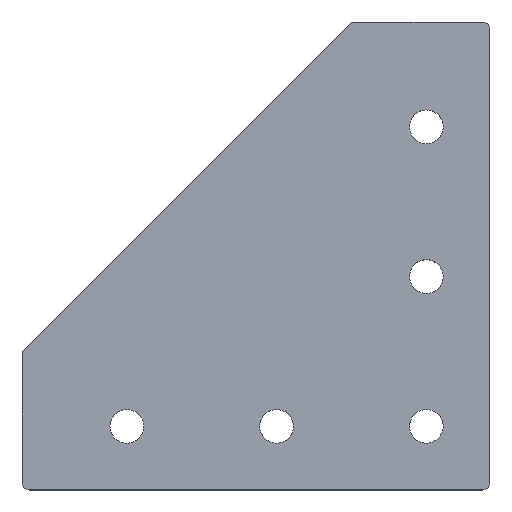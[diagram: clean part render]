
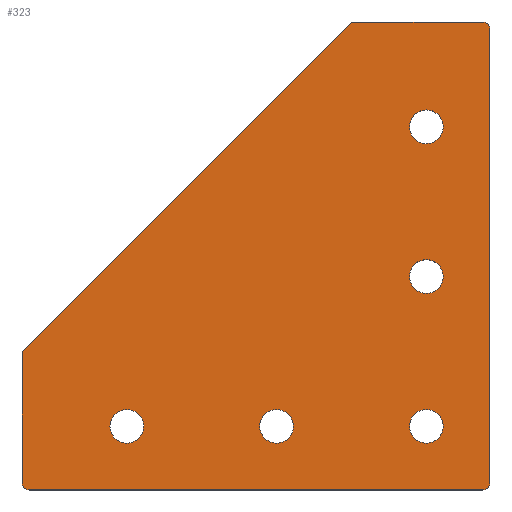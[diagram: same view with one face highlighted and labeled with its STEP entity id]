
A CAD part, top view. The second image highlights one B-rep face of the part: STEP entity #323.
In plain terms, the highlighted planar face has unit normal (0, 0, 1).
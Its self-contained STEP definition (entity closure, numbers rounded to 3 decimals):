
#15=FACE_BOUND('',#52,.T.);
#16=FACE_BOUND('',#53,.T.);
#17=FACE_BOUND('',#54,.T.);
#18=FACE_BOUND('',#55,.T.);
#19=FACE_BOUND('',#56,.T.);
#26=PLANE('',#362);
#34=FACE_OUTER_BOUND('',#51,.T.);
#51=EDGE_LOOP('',(#229,#230,#231,#232,#233,#234,#235,#236,#237,#238));
#52=EDGE_LOOP('',(#239));
#53=EDGE_LOOP('',(#240));
#54=EDGE_LOOP('',(#241));
#55=EDGE_LOOP('',(#242));
#56=EDGE_LOOP('',(#243));
#78=LINE('',#508,#103);
#81=LINE('',#514,#106);
#82=LINE('',#518,#107);
#83=LINE('',#522,#108);
#84=LINE('',#526,#109);
#103=VECTOR('',#407,10.);
#106=VECTOR('',#412,10.);
#107=VECTOR('',#415,10.);
#108=VECTOR('',#418,10.);
#109=VECTOR('',#421,10.);
#126=CIRCLE('',#359,2.);
#128=CIRCLE('',#363,2.);
#129=CIRCLE('',#364,2.);
#130=CIRCLE('',#365,2.);
#131=CIRCLE('',#366,2.);
#132=CIRCLE('',#367,4.5);
#133=CIRCLE('',#368,4.5);
#134=CIRCLE('',#369,4.5);
#135=CIRCLE('',#370,4.5);
#136=CIRCLE('',#371,4.5);
#146=VERTEX_POINT('',#498);
#147=VERTEX_POINT('',#499);
#150=VERTEX_POINT('',#507);
#152=VERTEX_POINT('',#513);
#153=VERTEX_POINT('',#515);
#154=VERTEX_POINT('',#517);
#155=VERTEX_POINT('',#519);
#156=VERTEX_POINT('',#521);
#157=VERTEX_POINT('',#523);
#158=VERTEX_POINT('',#525);
#159=VERTEX_POINT('',#528);
#160=VERTEX_POINT('',#530);
#161=VERTEX_POINT('',#532);
#162=VERTEX_POINT('',#534);
#163=VERTEX_POINT('',#536);
#176=EDGE_CURVE('',#146,#147,#126,.T.);
#180=EDGE_CURVE('',#147,#150,#78,.T.);
#183=EDGE_CURVE('',#152,#146,#81,.T.);
#184=EDGE_CURVE('',#153,#152,#128,.T.);
#185=EDGE_CURVE('',#154,#153,#82,.T.);
#186=EDGE_CURVE('',#155,#154,#129,.T.);
#187=EDGE_CURVE('',#156,#155,#83,.T.);
#188=EDGE_CURVE('',#157,#156,#130,.T.);
#189=EDGE_CURVE('',#158,#157,#84,.T.);
#190=EDGE_CURVE('',#150,#158,#131,.T.);
#191=EDGE_CURVE('',#159,#159,#132,.T.);
#192=EDGE_CURVE('',#160,#160,#133,.T.);
#193=EDGE_CURVE('',#161,#161,#134,.T.);
#194=EDGE_CURVE('',#162,#162,#135,.T.);
#195=EDGE_CURVE('',#163,#163,#136,.T.);
#229=ORIENTED_EDGE('',*,*,#176,.F.);
#230=ORIENTED_EDGE('',*,*,#183,.F.);
#231=ORIENTED_EDGE('',*,*,#184,.F.);
#232=ORIENTED_EDGE('',*,*,#185,.F.);
#233=ORIENTED_EDGE('',*,*,#186,.F.);
#234=ORIENTED_EDGE('',*,*,#187,.F.);
#235=ORIENTED_EDGE('',*,*,#188,.F.);
#236=ORIENTED_EDGE('',*,*,#189,.F.);
#237=ORIENTED_EDGE('',*,*,#190,.F.);
#238=ORIENTED_EDGE('',*,*,#180,.F.);
#239=ORIENTED_EDGE('',*,*,#191,.T.);
#240=ORIENTED_EDGE('',*,*,#192,.T.);
#241=ORIENTED_EDGE('',*,*,#193,.T.);
#242=ORIENTED_EDGE('',*,*,#194,.T.);
#243=ORIENTED_EDGE('',*,*,#195,.T.);
#323=ADVANCED_FACE('',(#34,#15,#16,#17,#18,#19),#26,.T.);
#359=AXIS2_PLACEMENT_3D('',#500,#399,#400);
#362=AXIS2_PLACEMENT_3D('',#512,#410,#411);
#363=AXIS2_PLACEMENT_3D('',#516,#413,#414);
#364=AXIS2_PLACEMENT_3D('',#520,#416,#417);
#365=AXIS2_PLACEMENT_3D('',#524,#419,#420);
#366=AXIS2_PLACEMENT_3D('',#527,#422,#423);
#367=AXIS2_PLACEMENT_3D('',#529,#424,#425);
#368=AXIS2_PLACEMENT_3D('',#531,#426,#427);
#369=AXIS2_PLACEMENT_3D('',#533,#428,#429);
#370=AXIS2_PLACEMENT_3D('',#535,#430,#431);
#371=AXIS2_PLACEMENT_3D('',#537,#432,#433);
#399=DIRECTION('center_axis',(0.,0.,-1.));
#400=DIRECTION('ref_axis',(-0.383,0.924,0.));
#407=DIRECTION('',(1.,0.,0.));
#410=DIRECTION('center_axis',(0.,0.,1.));
#411=DIRECTION('ref_axis',(1.,0.,0.));
#412=DIRECTION('',(0.707,0.707,0.));
#413=DIRECTION('center_axis',(0.,0.,-1.));
#414=DIRECTION('ref_axis',(-0.924,0.383,0.));
#415=DIRECTION('',(0.,1.,0.));
#416=DIRECTION('center_axis',(0.,0.,-1.));
#417=DIRECTION('ref_axis',(-0.707,-0.707,0.));
#418=DIRECTION('',(-1.,0.,0.));
#419=DIRECTION('center_axis',(0.,0.,-1.));
#420=DIRECTION('ref_axis',(0.707,-0.707,0.));
#421=DIRECTION('',(0.,-1.,0.));
#422=DIRECTION('center_axis',(0.,0.,-1.));
#423=DIRECTION('ref_axis',(0.707,0.707,0.));
#424=DIRECTION('center_axis',(0.,0.,-1.));
#425=DIRECTION('ref_axis',(-1.,0.,0.));
#426=DIRECTION('center_axis',(0.,0.,-1.));
#427=DIRECTION('ref_axis',(-1.,0.,0.));
#428=DIRECTION('center_axis',(0.,0.,-1.));
#429=DIRECTION('ref_axis',(-1.,0.,0.));
#430=DIRECTION('center_axis',(0.,0.,-1.));
#431=DIRECTION('ref_axis',(-1.,0.,0.));
#432=DIRECTION('center_axis',(0.,0.,-1.));
#433=DIRECTION('ref_axis',(-1.,0.,0.));
#498=CARTESIAN_POINT('',(-37.586,124.414,3.));
#499=CARTESIAN_POINT('',(-36.172,125.,3.));
#500=CARTESIAN_POINT('Origin',(-36.172,123.,3.));
#507=CARTESIAN_POINT('',(-2.,125.,3.));
#508=CARTESIAN_POINT('',(0.,125.,3.));
#512=CARTESIAN_POINT('Origin',(-51.739,51.739,3.));
#513=CARTESIAN_POINT('',(-124.414,37.586,3.));
#514=CARTESIAN_POINT('',(-37.,125.,3.));
#515=CARTESIAN_POINT('',(-125.,36.172,3.));
#516=CARTESIAN_POINT('Origin',(-123.,36.172,3.));
#517=CARTESIAN_POINT('',(-125.,2.,3.));
#518=CARTESIAN_POINT('',(-125.,37.,3.));
#519=CARTESIAN_POINT('',(-123.,0.,3.));
#520=CARTESIAN_POINT('Origin',(-123.,2.,3.));
#521=CARTESIAN_POINT('',(-2.,0.,3.));
#522=CARTESIAN_POINT('',(-125.,0.,3.));
#523=CARTESIAN_POINT('',(0.,2.,3.));
#524=CARTESIAN_POINT('Origin',(-2.,2.,3.));
#525=CARTESIAN_POINT('',(0.,123.,3.));
#526=CARTESIAN_POINT('',(0.,0.,3.));
#527=CARTESIAN_POINT('Origin',(-2.,123.,3.));
#528=CARTESIAN_POINT('',(-92.5,17.,3.));
#529=CARTESIAN_POINT('Origin',(-97.,17.,3.));
#530=CARTESIAN_POINT('',(-52.5,17.,3.));
#531=CARTESIAN_POINT('Origin',(-57.,17.,3.));
#532=CARTESIAN_POINT('',(-12.5,17.,3.));
#533=CARTESIAN_POINT('Origin',(-17.,17.,3.));
#534=CARTESIAN_POINT('',(-12.5,97.,3.));
#535=CARTESIAN_POINT('Origin',(-17.,97.,3.));
#536=CARTESIAN_POINT('',(-12.5,57.,3.));
#537=CARTESIAN_POINT('Origin',(-17.,57.,3.));
